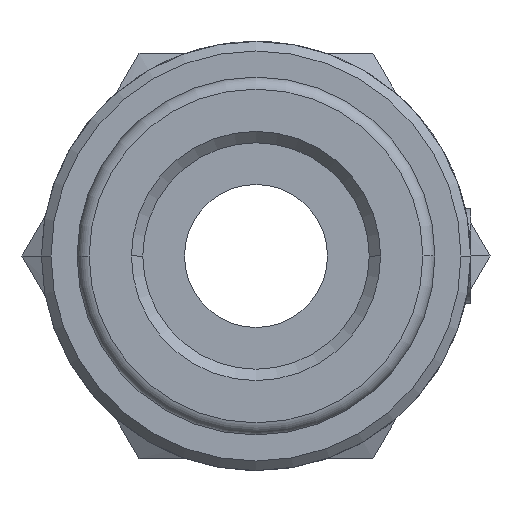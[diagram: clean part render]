
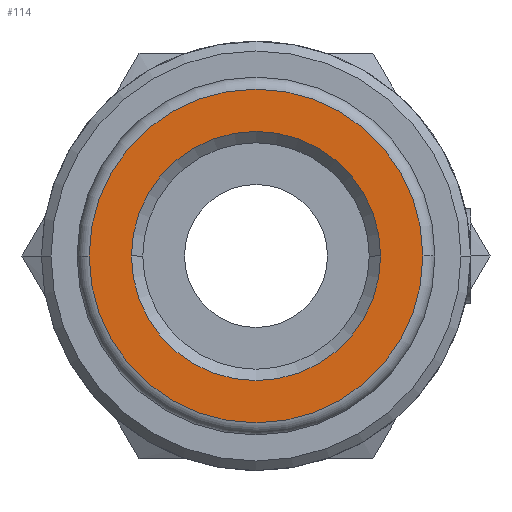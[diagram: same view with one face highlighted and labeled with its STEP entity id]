
A CAD part, front view. The second image highlights one B-rep face of the part: STEP entity #114.
In plain terms, the highlighted planar face has unit normal (0, -1, 0).
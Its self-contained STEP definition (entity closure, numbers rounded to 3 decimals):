
#114=ADVANCED_FACE('',(#297,#298),#299,.T.);
#297=FACE_BOUND('',#551,.T.);
#298=FACE_OUTER_BOUND('',#552,.T.);
#299=PLANE('',#553);
#551=EDGE_LOOP('',(#831,#832));
#552=EDGE_LOOP('',(#833,#834));
#553=AXIS2_PLACEMENT_3D('',#835,#836,#837);
#831=ORIENTED_EDGE('',*,*,#1498,.T.);
#832=ORIENTED_EDGE('',*,*,#1499,.T.);
#833=ORIENTED_EDGE('',*,*,#1500,.T.);
#834=ORIENTED_EDGE('',*,*,#1501,.T.);
#835=CARTESIAN_POINT('',(0.0,0.0,0.0));
#836=DIRECTION('',(0.0,-1.0,0.0));
#837=DIRECTION('',(-1.0,0.0,0.0));
#1498=EDGE_CURVE('',#1786,#1787,#1788,.T.);
#1499=EDGE_CURVE('',#1787,#1786,#1789,.T.);
#1500=EDGE_CURVE('',#1790,#1791,#1792,.T.);
#1501=EDGE_CURVE('',#1791,#1790,#1793,.T.);
#1786=VERTEX_POINT('',#2205);
#1787=VERTEX_POINT('',#2206);
#1788=CIRCLE('',#2207,5.225);
#1789=CIRCLE('',#2208,5.225);
#1790=VERTEX_POINT('',#2209);
#1791=VERTEX_POINT('',#2210);
#1792=CIRCLE('',#2211,7.0);
#1793=CIRCLE('',#2212,7.0);
#2205=CARTESIAN_POINT('',(-5.225,0.0,0.));
#2206=CARTESIAN_POINT('',(5.225,0.0,0.));
#2207=AXIS2_PLACEMENT_3D('',#3376,#3377,#3378);
#2208=AXIS2_PLACEMENT_3D('',#3379,#3380,#3381);
#2209=CARTESIAN_POINT('',(7.0,0.0,0.0));
#2210=CARTESIAN_POINT('',(-7.0,0.0,0.));
#2211=AXIS2_PLACEMENT_3D('',#3382,#3383,#3384);
#2212=AXIS2_PLACEMENT_3D('',#3385,#3386,#3387);
#3376=CARTESIAN_POINT('',(0.0,0.0,0.0));
#3377=DIRECTION('',(-0.0,1.0,0.0));
#3378=DIRECTION('',(1.0,0.0,0.0));
#3379=CARTESIAN_POINT('',(0.0,0.0,0.0));
#3380=DIRECTION('',(-0.0,1.0,0.0));
#3381=DIRECTION('',(1.0,0.0,0.0));
#3382=CARTESIAN_POINT('',(0.0,0.0,0.0));
#3383=DIRECTION('',(0.0,-1.0,0.0));
#3384=DIRECTION('',(1.0,0.0,0.0));
#3385=CARTESIAN_POINT('',(0.0,0.0,0.0));
#3386=DIRECTION('',(0.0,-1.0,0.0));
#3387=DIRECTION('',(1.0,0.0,0.0));
